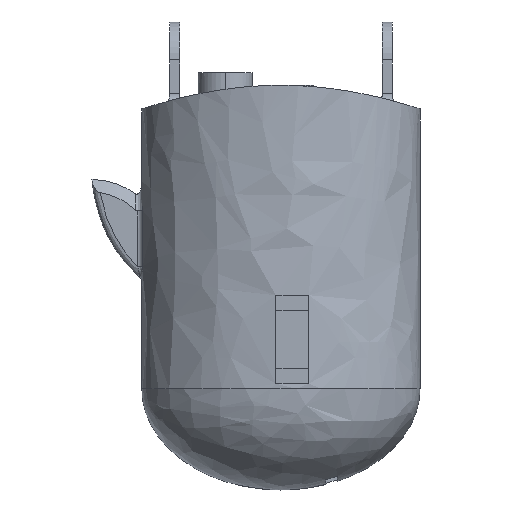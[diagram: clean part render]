
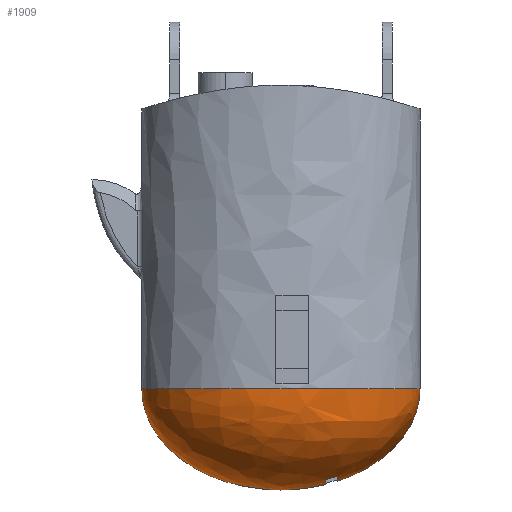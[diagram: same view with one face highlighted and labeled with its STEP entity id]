
A CAD part, left-side view. The second image highlights one B-rep face of the part: STEP entity #1909.
In plain terms, the highlighted free-form (B-spline) face has degree [3, 2] with [7, 3] control points.
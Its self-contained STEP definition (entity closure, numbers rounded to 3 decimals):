
#241 = CARTESIAN_POINT ( 'NONE',  ( 0., -9.119, -160. ) ) ;
#332 = CARTESIAN_POINT ( 'NONE',  ( -12., -20.766, -155.062 ) ) ;
#644 = CARTESIAN_POINT ( 'NONE',  ( 80., 55., -120. ) ) ;
#850 = CARTESIAN_POINT ( 'NONE',  ( 0., -55., -160. ) ) ;
#1081 = B_SPLINE_CURVE_WITH_KNOTS ( 'NONE', 3,
 ( #8616, #20123, #332, #1968 ),
 .UNSPECIFIED., .F., .F.,
 ( 4, 4 ),
 ( 0., 0.005 ),
 .UNSPECIFIED. ) ;
#1178 = CARTESIAN_POINT ( 'NONE',  ( -5.083, -17.75, -157.531 ) ) ;
#1313 = CARTESIAN_POINT ( 'NONE',  ( -10.066, -17.75, -156.554 ) ) ;
#1384 = CARTESIAN_POINT ( 'NONE',  ( -10.071, -22.25, -155.226 ) ) ;
#1641 = ORIENTED_EDGE ( 'NONE', *, *, #15810, .T. ) ;
#1909 = ADVANCED_FACE ( 'NONE', ( #5445 ), #5367, .F. ) ;
#1924 = B_SPLINE_CURVE_WITH_KNOTS ( 'NONE', 3,
 ( #12606, #1313, #2815, #1178, #4439, #12804, #7806, #17476 ),
 .UNSPECIFIED., .F., .F.,
 ( 4, 2, 2, 4 ),
 ( 0., 0.006, 0.009, 0.012 ),
 .UNSPECIFIED. ) ;
#1968 = CARTESIAN_POINT ( 'NONE',  ( -12., -22.25, -154.556 ) ) ;
#2290 = EDGE_CURVE ( 'NONE', #12262, #19908, #1081, .T. ) ;
#2502 = CARTESIAN_POINT ( 'NONE',  ( -12., -22.25, -154.556 ) ) ;
#2815 = CARTESIAN_POINT ( 'NONE',  ( -8.094, -17.75, -157.04 ) ) ;
#2886 = CARTESIAN_POINT ( 'NONE',  ( -4.071, -22.25, -156.411 ) ) ;
#2928 = VERTEX_POINT ( 'NONE', #6293 ) ;
#3474 =( BOUNDED_CURVE ( )  B_SPLINE_CURVE ( 2, ( #3660, #241, #16439 ),
 .UNSPECIFIED., .F., .F. ) 
 B_SPLINE_CURVE_WITH_KNOTS ( ( 3, 3 ),
 ( 0.781, 1. ),
 .UNSPECIFIED. ) 
 CURVE ( )  GEOMETRIC_REPRESENTATION_ITEM ( )  RATIONAL_B_SPLINE_CURVE ( ( 0.9, 0.936, 1. ) ) 
 REPRESENTATION_ITEM ( '' )  );
#3660 = CARTESIAN_POINT ( 'NONE',  ( 0., -17.75, -157.86 ) ) ;
#3760 = CARTESIAN_POINT ( 'NONE',  ( 0., -55., -146.045 ) ) ;
#4126 = B_SPLINE_CURVE_WITH_KNOTS ( 'NONE', 3,
 ( #11031, #1384, #14248, #2886, #15955, #11166 ),
 .UNSPECIFIED., .F., .F.,
 ( 4, 2, 4 ),
 ( 0., 0.006, 0.012 ),
 .UNSPECIFIED. ) ;
#4439 = CARTESIAN_POINT ( 'NONE',  ( -4.069, -17.75, -157.654 ) ) ;
#5367 =( BOUNDED_SURFACE ( )  B_SPLINE_SURFACE ( 3, 2, ( 
 ( #18493, #5688, #15421 ),
 ( #13843, #15348, #20207 ),
 ( #644, #12057, #7334 ),
 ( #13710, #10556, #5542 ),
 ( #12195, #16994, #7195 ),
 ( #18712, #8844, #5612 ),
 ( #15210, #850, #17062 ) ),
 .UNSPECIFIED., .T., .F., .F. ) 
 B_SPLINE_SURFACE_WITH_KNOTS ( ( 4, 3, 4 ),
 ( 3, 3 ),
 ( 0., 0.5, 1. ),
 ( 0., 1. ),
 .UNSPECIFIED. ) 
 GEOMETRIC_REPRESENTATION_ITEM ( )  RATIONAL_B_SPLINE_SURFACE ( (
 ( 1., 0.707, 1.),
 ( 0.333, 0.236, 0.333),
 ( 0.333, 0.236, 0.333),
 ( 1., 0.707, 1.),
 ( 0.333, 0.236, 0.333),
 ( 0.333, 0.236, 0.333),
 ( 1., 0.707, 1.) ) ) 
 REPRESENTATION_ITEM ( '' )  SURFACE ( )  );
#5445 = FACE_OUTER_BOUND ( 'NONE', #9597, .T. ) ;
#5542 = CARTESIAN_POINT ( 'NONE',  ( 0., 0., -160. ) ) ;
#5612 = CARTESIAN_POINT ( 'NONE',  ( 0., 0., -160. ) ) ;
#5627 = VERTEX_POINT ( 'NONE', #10393 ) ;
#5688 = CARTESIAN_POINT ( 'NONE',  ( 0., -55., -160. ) ) ;
#6293 = CARTESIAN_POINT ( 'NONE',  ( 0., -55., -120. ) ) ;
#6797 = CARTESIAN_POINT ( 'NONE',  ( 0., -22.25, -156.581 ) ) ;
#7195 = CARTESIAN_POINT ( 'NONE',  ( 0., 0., -160. ) ) ;
#7196 = ORIENTED_EDGE ( 'NONE', *, *, #7593, .F. ) ;
#7334 = CARTESIAN_POINT ( 'NONE',  ( 0., 0., -160. ) ) ;
#7593 = EDGE_CURVE ( 'NONE', #5627, #11235, #3474, .T. ) ;
#7806 = CARTESIAN_POINT ( 'NONE',  ( -1.019, -17.75, -157.86 ) ) ;
#7969 = EDGE_CURVE ( 'NONE', #9749, #2928, #15156, .T. ) ;
#8616 = CARTESIAN_POINT ( 'NONE',  ( -12., -17.75, -155.908 ) ) ;
#8844 = CARTESIAN_POINT ( 'NONE',  ( -80., -55., -160. ) ) ;
#9429 = ORIENTED_EDGE ( 'NONE', *, *, #10189, .F. ) ;
#9439 = CARTESIAN_POINT ( 'NONE',  ( 0., -55., -120. ) ) ;
#9509 = CARTESIAN_POINT ( 'NONE',  ( -80., 55., -120. ) ) ;
#9597 = EDGE_LOOP ( 'NONE', ( #12326, #1641, #7196, #9429, #9904, #19811, #13675 ) ) ;
#9749 = VERTEX_POINT ( 'NONE', #11189 ) ;
#9884 =( BOUNDED_CURVE ( )  B_SPLINE_CURVE ( 2, ( #14776, #19508, #13486 ),
 .UNSPECIFIED., .F., .T. ) 
 B_SPLINE_CURVE_WITH_KNOTS ( ( 3, 3 ),
 ( 0., 1. ),
 .UNSPECIFIED. ) 
 CURVE ( )  GEOMETRIC_REPRESENTATION_ITEM ( )  RATIONAL_B_SPLINE_CURVE ( ( 1., 0.707, 1. ) ) 
 REPRESENTATION_ITEM ( '' )  );
#9904 = ORIENTED_EDGE ( 'NONE', *, *, #2290, .T. ) ;
#10189 = EDGE_CURVE ( 'NONE', #12262, #5627, #1924, .T. ) ;
#10223 = EDGE_CURVE ( 'NONE', #19908, #19740, #4126, .T. ) ;
#10393 = CARTESIAN_POINT ( 'NONE',  ( 0., -17.75, -157.86 ) ) ;
#10556 = CARTESIAN_POINT ( 'NONE',  ( 0., 55., -160. ) ) ;
#11031 = CARTESIAN_POINT ( 'NONE',  ( -12., -22.25, -154.556 ) ) ;
#11166 = CARTESIAN_POINT ( 'NONE',  ( 0., -22.25, -156.581 ) ) ;
#11189 = CARTESIAN_POINT ( 'NONE',  ( 0., 55., -120. ) ) ;
#11235 = VERTEX_POINT ( 'NONE', #18196 ) ;
#12057 = CARTESIAN_POINT ( 'NONE',  ( 80., 55., -160. ) ) ;
#12195 = CARTESIAN_POINT ( 'NONE',  ( -80., 55., -120. ) ) ;
#12262 = VERTEX_POINT ( 'NONE', #15770 ) ;
#12326 = ORIENTED_EDGE ( 'NONE', *, *, #7969, .F. ) ;
#12606 = CARTESIAN_POINT ( 'NONE',  ( -12., -17.75, -155.908 ) ) ;
#12804 = CARTESIAN_POINT ( 'NONE',  ( -2.039, -17.75, -157.818 ) ) ;
#13486 = CARTESIAN_POINT ( 'NONE',  ( 0., 0., -160. ) ) ;
#13675 = ORIENTED_EDGE ( 'NONE', *, *, #15931, .F. ) ;
#13710 = CARTESIAN_POINT ( 'NONE',  ( 0., 55., -120. ) ) ;
#13843 = CARTESIAN_POINT ( 'NONE',  ( 80., -55., -120. ) ) ;
#14233 = CARTESIAN_POINT ( 'NONE',  ( -80., -55., -120. ) ) ;
#14248 = CARTESIAN_POINT ( 'NONE',  ( -8.099, -22.25, -155.731 ) ) ;
#14776 = CARTESIAN_POINT ( 'NONE',  ( 0., 55., -120. ) ) ;
#14923 = CARTESIAN_POINT ( 'NONE',  ( 0., -22.25, -156.581 ) ) ;
#15156 =( BOUNDED_CURVE ( )  B_SPLINE_CURVE ( 3, ( #19321, #9509, #14233, #9439 ),
 .UNSPECIFIED., .F., .F. ) 
 B_SPLINE_CURVE_WITH_KNOTS ( ( 4, 4 ),
 ( 3.142, 6.283 ),
 .UNSPECIFIED. ) 
 CURVE ( )  GEOMETRIC_REPRESENTATION_ITEM ( )  RATIONAL_B_SPLINE_CURVE ( ( 1., 0.333, 0.333, 1. ) ) 
 REPRESENTATION_ITEM ( '' )  );
#15210 = CARTESIAN_POINT ( 'NONE',  ( 0., -55., -120. ) ) ;
#15348 = CARTESIAN_POINT ( 'NONE',  ( 80., -55., -160. ) ) ;
#15421 = CARTESIAN_POINT ( 'NONE',  ( 0., 0., -160. ) ) ;
#15770 = CARTESIAN_POINT ( 'NONE',  ( -12., -17.75, -155.908 ) ) ;
#15810 = EDGE_CURVE ( 'NONE', #9749, #11235, #9884, .T. ) ;
#15931 = EDGE_CURVE ( 'NONE', #2928, #19740, #16178, .T. ) ;
#15955 = CARTESIAN_POINT ( 'NONE',  ( -2.042, -22.25, -156.581 ) ) ;
#16178 =( BOUNDED_CURVE ( )  B_SPLINE_CURVE ( 2, ( #18411, #3760, #14923 ),
 .UNSPECIFIED., .F., .F. ) 
 B_SPLINE_CURVE_WITH_KNOTS ( ( 3, 3 ),
 ( 0., 0.725 ),
 .UNSPECIFIED. ) 
 CURVE ( )  GEOMETRIC_REPRESENTATION_ITEM ( )  RATIONAL_B_SPLINE_CURVE ( ( 1., 0.788, 0.883 ) ) 
 REPRESENTATION_ITEM ( '' )  );
#16439 = CARTESIAN_POINT ( 'NONE',  ( 0., 0., -160. ) ) ;
#16994 = CARTESIAN_POINT ( 'NONE',  ( -80., 55., -160. ) ) ;
#17062 = CARTESIAN_POINT ( 'NONE',  ( 0., 0., -160. ) ) ;
#17476 = CARTESIAN_POINT ( 'NONE',  ( 0., -17.75, -157.86 ) ) ;
#18196 = CARTESIAN_POINT ( 'NONE',  ( 0., 0., -160. ) ) ;
#18411 = CARTESIAN_POINT ( 'NONE',  ( 0., -55., -120. ) ) ;
#18493 = CARTESIAN_POINT ( 'NONE',  ( 0., -55., -120. ) ) ;
#18712 = CARTESIAN_POINT ( 'NONE',  ( -80., -55., -120. ) ) ;
#19321 = CARTESIAN_POINT ( 'NONE',  ( 0., 55., -120. ) ) ;
#19508 = CARTESIAN_POINT ( 'NONE',  ( 0., 55., -160. ) ) ;
#19740 = VERTEX_POINT ( 'NONE', #6797 ) ;
#19811 = ORIENTED_EDGE ( 'NONE', *, *, #10223, .T. ) ;
#19908 = VERTEX_POINT ( 'NONE', #2502 ) ;
#20123 = CARTESIAN_POINT ( 'NONE',  ( -12., -19.266, -155.511 ) ) ;
#20207 = CARTESIAN_POINT ( 'NONE',  ( 0., 0., -160. ) ) ;
